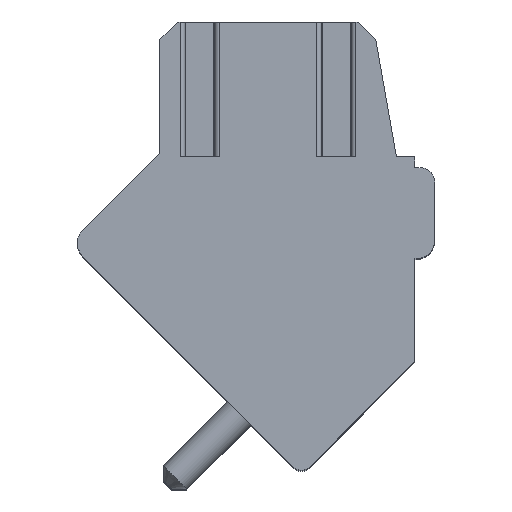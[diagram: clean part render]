
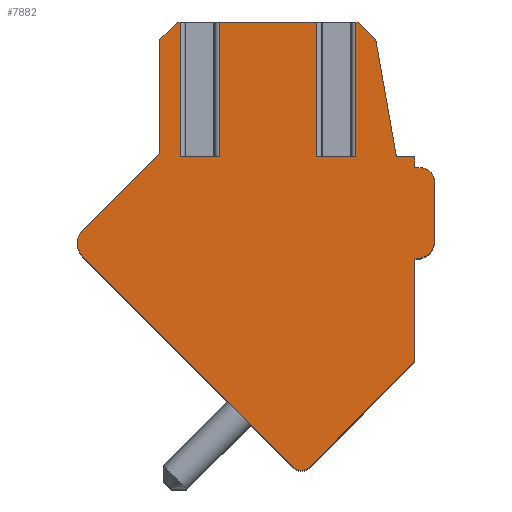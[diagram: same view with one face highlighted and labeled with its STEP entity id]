
A CAD part, top view. The second image highlights one B-rep face of the part: STEP entity #7882.
In plain terms, the highlighted planar face has unit normal (0, 0, 1).
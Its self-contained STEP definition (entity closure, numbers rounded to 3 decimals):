
#1546=DIRECTION('',(0.707,-0.707,0.));
#1547=VECTOR('',#1546,8.2);
#1548=CARTESIAN_POINT('',(-4.761,0.072,1.75));
#1549=LINE('',#1548,#1547);
#1770=DIRECTION('',(1.,0.,0.));
#1771=VECTOR('',#1770,1.07);
#1772=CARTESIAN_POINT('',(1.673,2.8,1.75));
#1773=LINE('',#1772,#1771);
#1774=DIRECTION('',(0.,1.,0.));
#1775=VECTOR('',#1774,3.7);
#1776=CARTESIAN_POINT('',(2.743,2.8,1.75));
#1777=LINE('',#1776,#1775);
#1778=DIRECTION('',(-1.,0.,0.));
#1779=VECTOR('',#1778,0.068);
#1780=CARTESIAN_POINT('',(2.811,6.5,1.75));
#1781=LINE('',#1780,#1779);
#1782=DIRECTION('',(-0.707,0.707,0.));
#1783=VECTOR('',#1782,0.677);
#1784=CARTESIAN_POINT('',(3.29,6.021,1.75));
#1785=LINE('',#1784,#1783);
#1786=DIRECTION('',(-0.174,0.985,0.));
#1787=VECTOR('',#1786,3.271);
#1788=CARTESIAN_POINT('',(3.858,2.8,1.75));
#1789=LINE('',#1788,#1787);
#1790=DIRECTION('',(-1.,0.,0.));
#1791=VECTOR('',#1790,0.5);
#1792=CARTESIAN_POINT('',(4.358,2.8,1.75));
#1793=LINE('',#1792,#1791);
#1794=DIRECTION('',(0.,1.,0.));
#1795=VECTOR('',#1794,0.3);
#1796=CARTESIAN_POINT('',(4.358,2.5,1.75));
#1797=LINE('',#1796,#1795);
#1798=DIRECTION('',(-1.,0.,0.));
#1799=VECTOR('',#1798,0.15);
#1800=CARTESIAN_POINT('',(4.508,2.5,1.75));
#1801=LINE('',#1800,#1799);
#1802=CARTESIAN_POINT('',(4.508,2.1,1.75));
#1803=DIRECTION('',(0.,0.,1.));
#1804=DIRECTION('',(1.,0.,0.));
#1805=AXIS2_PLACEMENT_3D('',#1802,#1803,#1804);
#1807=DIRECTION('',(0.,1.,0.));
#1808=VECTOR('',#1807,1.6);
#1809=CARTESIAN_POINT('',(4.908,0.5,1.75));
#1810=LINE('',#1809,#1808);
#1811=CARTESIAN_POINT('',(4.408,0.5,1.75));
#1812=DIRECTION('',(0.,0.,1.));
#1813=DIRECTION('',(0.,-1.,0.));
#1814=AXIS2_PLACEMENT_3D('',#1811,#1812,#1813);
#1816=DIRECTION('',(1.,0.,0.));
#1817=VECTOR('',#1816,0.05);
#1818=CARTESIAN_POINT('',(4.358,0.,1.75));
#1819=LINE('',#1818,#1817);
#1820=DIRECTION('',(0.,1.,0.));
#1821=VECTOR('',#1820,2.83);
#1822=CARTESIAN_POINT('',(4.358,-2.83,1.75));
#1823=LINE('',#1822,#1821);
#1824=DIRECTION('',(0.707,0.707,0.));
#1825=VECTOR('',#1824,4.096);
#1826=CARTESIAN_POINT('',(1.461,-5.727,1.75));
#1827=LINE('',#1826,#1825);
#1828=CARTESIAN_POINT('',(1.249,-5.515,1.75));
#1829=DIRECTION('',(0.,0.,1.));
#1830=DIRECTION('',(-0.707,-0.707,0.));
#1831=AXIS2_PLACEMENT_3D('',#1828,#1829,#1830);
#1833=CARTESIAN_POINT('',(-4.408,0.425,1.75));
#1834=DIRECTION('',(0.,0.,1.));
#1835=DIRECTION('',(-0.707,0.707,0.));
#1836=AXIS2_PLACEMENT_3D('',#1833,#1834,#1835);
#1838=DIRECTION('',(-0.707,-0.707,0.));
#1839=VECTOR('',#1838,2.997);
#1840=CARTESIAN_POINT('',(-2.642,2.898,1.75));
#1841=LINE('',#1840,#1839);
#1842=DIRECTION('',(0.,-1.,0.));
#1843=VECTOR('',#1842,3.111);
#1844=CARTESIAN_POINT('',(-2.642,6.009,1.75));
#1845=LINE('',#1844,#1843);
#1846=DIRECTION('',(-0.707,-0.707,0.));
#1847=VECTOR('',#1846,0.694);
#1848=CARTESIAN_POINT('',(-2.151,6.5,1.75));
#1849=LINE('',#1848,#1847);
#1850=DIRECTION('',(-1.,0.,0.));
#1851=VECTOR('',#1850,0.074);
#1852=CARTESIAN_POINT('',(-2.077,6.5,1.75));
#1853=LINE('',#1852,#1851);
#1854=DIRECTION('',(0.,1.,0.));
#1855=VECTOR('',#1854,3.7);
#1856=CARTESIAN_POINT('',(-2.077,2.8,1.75));
#1857=LINE('',#1856,#1855);
#1858=DIRECTION('',(1.,0.,0.));
#1859=VECTOR('',#1858,1.07);
#1860=CARTESIAN_POINT('',(-2.077,2.8,1.75));
#1861=LINE('',#1860,#1859);
#1862=DIRECTION('',(0.,1.,0.));
#1863=VECTOR('',#1862,3.7);
#1864=CARTESIAN_POINT('',(-1.007,2.8,1.75));
#1865=LINE('',#1864,#1863);
#1866=DIRECTION('',(-1.,0.,0.));
#1867=VECTOR('',#1866,2.68);
#1868=CARTESIAN_POINT('',(1.673,6.5,1.75));
#1869=LINE('',#1868,#1867);
#1870=DIRECTION('',(0.,1.,0.));
#1871=VECTOR('',#1870,3.7);
#1872=CARTESIAN_POINT('',(1.673,2.8,1.75));
#1873=LINE('',#1872,#1871);
#4501=CARTESIAN_POINT('',(1.673,2.8,1.75));
#4502=CARTESIAN_POINT('',(2.743,2.8,1.75));
#4503=VERTEX_POINT('',#4501);
#4504=VERTEX_POINT('',#4502);
#4505=CARTESIAN_POINT('',(2.743,6.5,1.75));
#4506=VERTEX_POINT('',#4505);
#4507=CARTESIAN_POINT('',(1.673,6.5,1.75));
#4508=VERTEX_POINT('',#4507);
#4521=CARTESIAN_POINT('',(-2.077,2.8,1.75));
#4522=CARTESIAN_POINT('',(-1.007,2.8,1.75));
#4523=VERTEX_POINT('',#4521);
#4524=VERTEX_POINT('',#4522);
#4525=CARTESIAN_POINT('',(-1.007,6.5,1.75));
#4526=VERTEX_POINT('',#4525);
#4527=CARTESIAN_POINT('',(-2.077,6.5,1.75));
#4528=VERTEX_POINT('',#4527);
#4619=CARTESIAN_POINT('',(1.037,-5.727,1.75));
#4620=CARTESIAN_POINT('',(1.461,-5.727,1.75));
#4621=VERTEX_POINT('',#4619);
#4622=VERTEX_POINT('',#4620);
#4623=CARTESIAN_POINT('',(4.358,-2.83,1.75));
#4624=VERTEX_POINT('',#4623);
#4625=CARTESIAN_POINT('',(4.358,0.,1.75));
#4626=VERTEX_POINT('',#4625);
#4627=CARTESIAN_POINT('',(4.408,0.,1.75));
#4628=VERTEX_POINT('',#4627);
#4629=CARTESIAN_POINT('',(4.908,0.5,1.75));
#4630=VERTEX_POINT('',#4629);
#4631=CARTESIAN_POINT('',(4.908,2.1,1.75));
#4632=VERTEX_POINT('',#4631);
#4633=CARTESIAN_POINT('',(4.508,2.5,1.75));
#4634=VERTEX_POINT('',#4633);
#4635=CARTESIAN_POINT('',(4.358,2.5,1.75));
#4636=VERTEX_POINT('',#4635);
#4637=CARTESIAN_POINT('',(4.358,2.8,1.75));
#4638=VERTEX_POINT('',#4637);
#4639=CARTESIAN_POINT('',(3.858,2.8,1.75));
#4640=VERTEX_POINT('',#4639);
#4641=CARTESIAN_POINT('',(3.29,6.021,1.75));
#4642=VERTEX_POINT('',#4641);
#4643=CARTESIAN_POINT('',(2.811,6.5,1.75));
#4644=VERTEX_POINT('',#4643);
#4645=CARTESIAN_POINT('',(-2.151,6.5,1.75));
#4646=CARTESIAN_POINT('',(-2.642,6.009,1.75));
#4647=VERTEX_POINT('',#4645);
#4648=VERTEX_POINT('',#4646);
#4649=CARTESIAN_POINT('',(-4.761,0.779,1.75));
#4650=CARTESIAN_POINT('',(-4.761,0.072,1.75));
#4651=VERTEX_POINT('',#4649);
#4652=VERTEX_POINT('',#4650);
#4657=CARTESIAN_POINT('',(-2.642,2.898,1.75));
#4659=VERTEX_POINT('',#4657);
#7839=CARTESIAN_POINT('',(0.,0.,1.75));
#7840=DIRECTION('',(0.,0.,1.));
#7841=DIRECTION('',(1.,0.,0.));
#7842=AXIS2_PLACEMENT_3D('',#7839,#7840,#7841);
#7843=PLANE('',#7842);
#7845=ORIENTED_EDGE('',*,*,#7844,.T.);
#7847=ORIENTED_EDGE('',*,*,#7846,.T.);
#7848=ORIENTED_EDGE('',*,*,#5863,.F.);
#7849=ORIENTED_EDGE('',*,*,#6055,.F.);
#7850=ORIENTED_EDGE('',*,*,#6069,.F.);
#7851=ORIENTED_EDGE('',*,*,#6083,.F.);
#7852=ORIENTED_EDGE('',*,*,#6136,.F.);
#7853=ORIENTED_EDGE('',*,*,#6152,.F.);
#7854=ORIENTED_EDGE('',*,*,#6644,.F.);
#7855=ORIENTED_EDGE('',*,*,#6731,.F.);
#7856=ORIENTED_EDGE('',*,*,#6818,.F.);
#7857=ORIENTED_EDGE('',*,*,#6905,.F.);
#7858=ORIENTED_EDGE('',*,*,#6999,.F.);
#7859=ORIENTED_EDGE('',*,*,#7526,.F.);
#7860=ORIENTED_EDGE('',*,*,#7656,.F.);
#7861=ORIENTED_EDGE('',*,*,#7577,.F.);
#7863=ORIENTED_EDGE('',*,*,#7862,.F.);
#7865=ORIENTED_EDGE('',*,*,#7864,.F.);
#7867=ORIENTED_EDGE('',*,*,#7866,.F.);
#7869=ORIENTED_EDGE('',*,*,#7868,.F.);
#7870=ORIENTED_EDGE('',*,*,#5895,.F.);
#7872=ORIENTED_EDGE('',*,*,#7871,.F.);
#7874=ORIENTED_EDGE('',*,*,#7873,.T.);
#7876=ORIENTED_EDGE('',*,*,#7875,.T.);
#7877=ORIENTED_EDGE('',*,*,#5879,.F.);
#7879=ORIENTED_EDGE('',*,*,#7878,.F.);
#7880=EDGE_LOOP('',(#7845,#7847,#7848,#7849,#7850,#7851,#7852,#7853,#7854,#7855,
#7856,#7857,#7858,#7859,#7860,#7861,#7863,#7865,#7867,#7869,#7870,#7872,#7874,
#7876,#7877,#7879));
#7881=FACE_OUTER_BOUND('',#7880,.F.);
#1806=CIRCLE('',#1805,0.4);
#1815=CIRCLE('',#1814,0.5);
#1832=CIRCLE('',#1831,0.3);
#1837=CIRCLE('',#1836,0.5);
#5863=EDGE_CURVE('',#4644,#4506,#1781,.T.);
#5879=EDGE_CURVE('',#4508,#4526,#1869,.T.);
#5895=EDGE_CURVE('',#4528,#4647,#1853,.T.);
#6055=EDGE_CURVE('',#4642,#4644,#1785,.T.);
#6069=EDGE_CURVE('',#4640,#4642,#1789,.T.);
#6083=EDGE_CURVE('',#4638,#4640,#1793,.T.);
#6136=EDGE_CURVE('',#4636,#4638,#1797,.T.);
#6152=EDGE_CURVE('',#4634,#4636,#1801,.T.);
#6644=EDGE_CURVE('',#4632,#4634,#1806,.T.);
#6731=EDGE_CURVE('',#4630,#4632,#1810,.T.);
#6818=EDGE_CURVE('',#4628,#4630,#1815,.T.);
#6905=EDGE_CURVE('',#4626,#4628,#1819,.T.);
#6999=EDGE_CURVE('',#4624,#4626,#1823,.T.);
#7526=EDGE_CURVE('',#4622,#4624,#1827,.T.);
#7577=EDGE_CURVE('',#4652,#4621,#1549,.T.);
#7656=EDGE_CURVE('',#4621,#4622,#1832,.T.);
#7844=EDGE_CURVE('',#4503,#4504,#1773,.T.);
#7846=EDGE_CURVE('',#4504,#4506,#1777,.T.);
#7862=EDGE_CURVE('',#4651,#4652,#1837,.T.);
#7864=EDGE_CURVE('',#4659,#4651,#1841,.T.);
#7866=EDGE_CURVE('',#4648,#4659,#1845,.T.);
#7868=EDGE_CURVE('',#4647,#4648,#1849,.T.);
#7871=EDGE_CURVE('',#4523,#4528,#1857,.T.);
#7873=EDGE_CURVE('',#4523,#4524,#1861,.T.);
#7875=EDGE_CURVE('',#4524,#4526,#1865,.T.);
#7878=EDGE_CURVE('',#4503,#4508,#1873,.T.);
#7882=ADVANCED_FACE('',(#7881),#7843,.T.);
